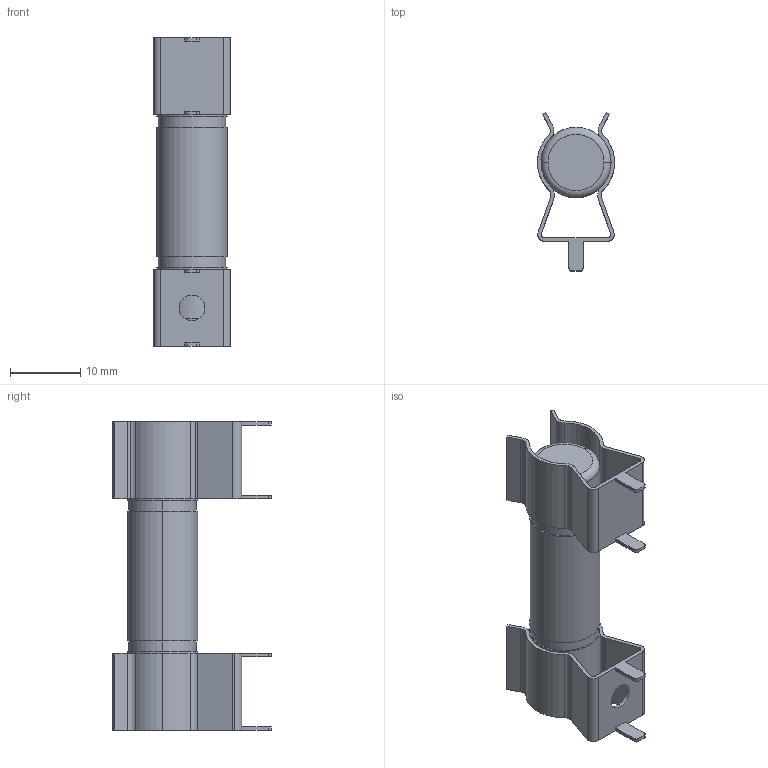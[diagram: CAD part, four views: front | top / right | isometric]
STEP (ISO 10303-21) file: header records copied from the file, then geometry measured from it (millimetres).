
FILE_DESCRIPTION (( 'STEP AP214' ), '1' );
FILE_NAME ('悵玸佪.STEP', '2025-10-23T02:00:05', ( '' ), ( '' ), 'SwSTEP 2.0', 'SolidWorks 2022', '' );
FILE_SCHEMA (( 'AUTOMOTIVE_DESIGN' ));
Length unit declared in the file: millimetre
Products named in the file (1): 保险丝
Bounding box: 11 x 22.54 x 44 mm (x, y, z)
Volume: 3501.9 mm3; surface area: 3242.1 mm2
Topology: 1 solids, 1 shells, 122 faces, 350 edges, 230 vertices
Faces by surface type: cylinder 68, plane 50, torus 4
Entity records: 4094 total; most frequent: DIRECTION 750, CARTESIAN_POINT 703, ORIENTED_EDGE 700, EDGE_CURVE 350, AXIS2_PLACEMENT_3D 277, VERTEX_POINT 230, LINE 196, VECTOR 196
